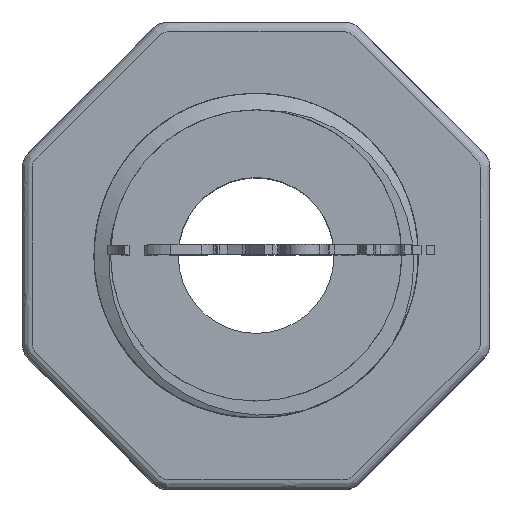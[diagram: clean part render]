
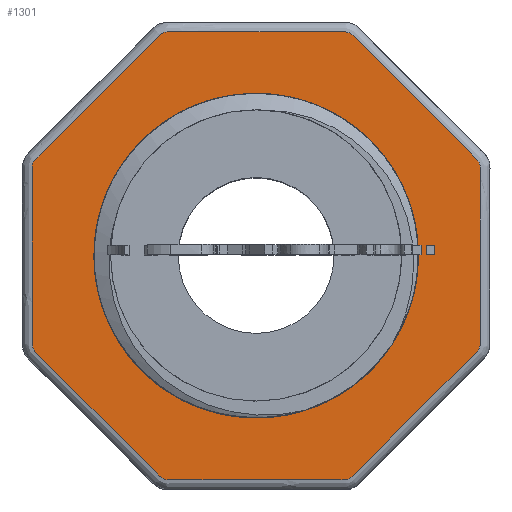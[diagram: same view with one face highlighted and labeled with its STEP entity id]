
A CAD part, top view. The second image highlights one B-rep face of the part: STEP entity #1301.
In plain terms, the highlighted planar face has unit normal (0, 0, 1).
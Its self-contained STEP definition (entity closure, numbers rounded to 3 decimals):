
#1301=ADVANCED_FACE('',(#1820,#1821),#1613,.F.);
#1613=PLANE('',#5565);
#1794=CIRCLE('',#5563,8.331);
#1795=CIRCLE('',#5564,7.475);
#1820=FACE_BOUND('',#1870,.T.);
#1821=FACE_BOUND('',#1871,.T.);
#1870=EDGE_LOOP('',(#2208));
#1871=EDGE_LOOP('',(#2209,#2210,#2211,#2212));
#2208=ORIENTED_EDGE('',*,*,#4218,.T.);
#2209=ORIENTED_EDGE('',*,*,#4219,.F.);
#2210=ORIENTED_EDGE('',*,*,#4220,.F.);
#2211=ORIENTED_EDGE('',*,*,#4221,.F.);
#2212=ORIENTED_EDGE('',*,*,#4222,.T.);
#3712=VERTEX_POINT('',#6645);
#3713=VERTEX_POINT('',#6652);
#3714=VERTEX_POINT('',#6653);
#3715=VERTEX_POINT('',#6655);
#3716=VERTEX_POINT('',#6664);
#4218=EDGE_CURVE('',#3712,#3712,#4970,.T.);
#4219=EDGE_CURVE('',#3713,#3714,#4971,.T.);
#4220=EDGE_CURVE('',#3715,#3713,#1794,.T.);
#4221=EDGE_CURVE('',#3716,#3715,#4972,.T.);
#4222=EDGE_CURVE('',#3716,#3714,#1795,.T.);
#4970=B_SPLINE_CURVE_WITH_KNOTS('',3,(#6582,#6583,#6584,#6585,#6586,#6587,
#6588,#6589,#6590,#6591,#6592,#6593,#6594,#6595,#6596,#6597,#6598,#6599,
#6600,#6601,#6602,#6603,#6604,#6605,#6606,#6607,#6608,#6609,#6610,#6611,
#6612,#6613,#6614,#6615,#6616,#6617,#6618,#6619,#6620,#6621,#6622,#6623,
#6624,#6625,#6626,#6627,#6628,#6629,#6630,#6631,#6632,#6633,#6634,#6635,
#6636,#6637,#6638,#6639,#6640,#6641,#6642,#6643,#6644),.UNSPECIFIED.,.T.,
 .F.,(2,2,1,1,2,2,2,1,1,2,2,1,1,1,2,2,2,1,1,1,2,2,1,1,1,2,2,1,1,1,2,2,2,
1,1,2,2,2,1,1,1,2,2,1,1),(-0.008,0.,0.062,0.094,
0.109,0.117,0.125,0.187,
0.219,0.234,0.242,0.25,
0.312,0.344,0.352,0.359,
0.367,0.375,0.437,0.469,
0.484,0.492,0.5,0.562,
0.594,0.609,0.617,0.625,0.687,
0.719,0.734,0.742,0.75,
0.812,0.844,0.859,0.867,
0.875,0.937,0.969,0.984,
0.992,1.,1.062,1.094),.UNSPECIFIED.);
#4971=B_SPLINE_CURVE_WITH_KNOTS('',3,(#6646,#6647,#6648,#6649,#6650,#6651),
 .UNSPECIFIED.,.F.,.F.,(4,2,4),(0.,0.5,1.),.UNSPECIFIED.);
#4972=B_SPLINE_CURVE_WITH_KNOTS('',3,(#6656,#6657,#6658,#6659,#6660,#6661,
#6662,#6663),.UNSPECIFIED.,.F.,.F.,(4,2,2,4),(0.,0.25,0.5,
1.),.UNSPECIFIED.);
#5563=AXIS2_PLACEMENT_3D('',#6654,#5784,#5785);
#5564=AXIS2_PLACEMENT_3D('',#6665,#5786,#5787);
#5565=AXIS2_PLACEMENT_3D('',#6666,#5788,#5789);
#5784=DIRECTION('',(0.,0.,1.));
#5785=DIRECTION('',(1.,0.,0.));
#5786=DIRECTION('',(0.,0.,-1.));
#5787=DIRECTION('',(1.,0.,0.));
#5788=DIRECTION('',(0.,0.,-1.));
#5789=DIRECTION('',(-1.,0.,0.));
#6582=CARTESIAN_POINT('',(225.796,1172.357,-4.));
#6583=CARTESIAN_POINT('',(224.494,1171.055,-4.));
#6584=CARTESIAN_POINT('',(222.758,1169.319,-4.));
#6585=CARTESIAN_POINT('',(220.732,1167.293,-4.));
#6586=CARTESIAN_POINT('',(219.864,1166.425,-4.));
#6587=CARTESIAN_POINT('',(219.43,1165.991,-4.));
#6588=CARTESIAN_POINT('',(219.261,1165.863,-4.));
#6589=CARTESIAN_POINT('',(219.034,1165.529,-4.));
#6590=CARTESIAN_POINT('',(219.061,1165.307,-4.));
#6591=CARTESIAN_POINT('',(219.061,1163.467,-4.));
#6592=CARTESIAN_POINT('',(219.061,1161.013,-4.));
#6593=CARTESIAN_POINT('',(219.061,1158.15,-4.));
#6594=CARTESIAN_POINT('',(219.061,1156.923,-4.));
#6595=CARTESIAN_POINT('',(219.061,1156.31,-4.));
#6596=CARTESIAN_POINT('',(219.069,1156.088,-4.));
#6597=CARTESIAN_POINT('',(219.36,1155.797,-4.));
#6598=CARTESIAN_POINT('',(220.669,1154.487,-4.));
#6599=CARTESIAN_POINT('',(222.561,1152.596,-4.));
#6600=CARTESIAN_POINT('',(224.452,1150.704,-4.));
#6601=CARTESIAN_POINT('',(225.18,1149.976,-4.));
#6602=CARTESIAN_POINT('',(225.471,1149.685,-4.));
#6603=CARTESIAN_POINT('',(225.595,1149.507,-4.));
#6604=CARTESIAN_POINT('',(225.956,1149.321,-4.));
#6605=CARTESIAN_POINT('',(226.158,1149.359,-4.));
#6606=CARTESIAN_POINT('',(226.543,1149.359,-4.));
#6607=CARTESIAN_POINT('',(228.276,1149.359,-4.));
#6608=CARTESIAN_POINT('',(230.779,1149.359,-4.));
#6609=CARTESIAN_POINT('',(233.474,1149.359,-4.));
#6610=CARTESIAN_POINT('',(234.629,1149.359,-4.));
#6611=CARTESIAN_POINT('',(235.207,1149.359,-4.));
#6612=CARTESIAN_POINT('',(235.394,1149.428,-4.));
#6613=CARTESIAN_POINT('',(235.672,1149.706,-4.));
#6614=CARTESIAN_POINT('',(236.922,1150.956,-4.));
#6615=CARTESIAN_POINT('',(238.728,1152.762,-4.));
#6616=CARTESIAN_POINT('',(240.672,1154.706,-4.));
#6617=CARTESIAN_POINT('',(241.506,1155.54,-4.));
#6618=CARTESIAN_POINT('',(241.922,1155.957,-4.));
#6619=CARTESIAN_POINT('',(242.061,1156.123,-4.));
#6620=CARTESIAN_POINT('',(242.061,1156.512,-4.));
#6621=CARTESIAN_POINT('',(242.061,1158.262,-4.));
#6622=CARTESIAN_POINT('',(242.061,1160.789,-4.));
#6623=CARTESIAN_POINT('',(242.061,1163.511,-4.));
#6624=CARTESIAN_POINT('',(242.061,1164.677,-4.));
#6625=CARTESIAN_POINT('',(242.061,1165.26,-4.));
#6626=CARTESIAN_POINT('',(242.095,1165.468,-4.));
#6627=CARTESIAN_POINT('',(241.919,1165.814,-4.));
#6628=CARTESIAN_POINT('',(241.751,1165.932,-4.));
#6629=CARTESIAN_POINT('',(240.518,1167.166,-4.));
#6630=CARTESIAN_POINT('',(238.873,1168.811,-4.));
#6631=CARTESIAN_POINT('',(236.953,1170.73,-4.));
#6632=CARTESIAN_POINT('',(236.131,1171.553,-4.));
#6633=CARTESIAN_POINT('',(235.719,1171.964,-4.));
#6634=CARTESIAN_POINT('',(235.591,1172.11,-4.));
#6635=CARTESIAN_POINT('',(235.297,1172.364,-4.));
#6636=CARTESIAN_POINT('',(235.084,1172.359,-4.));
#6637=CARTESIAN_POINT('',(233.344,1172.359,-4.));
#6638=CARTESIAN_POINT('',(231.023,1172.359,-4.));
#6639=CARTESIAN_POINT('',(228.316,1172.359,-4.));
#6640=CARTESIAN_POINT('',(226.962,1172.359,-4.));
#6641=CARTESIAN_POINT('',(226.382,1172.359,-4.));
#6642=CARTESIAN_POINT('',(225.995,1172.359,-4.));
#6643=CARTESIAN_POINT('',(225.796,1172.357,-4.));
#6644=CARTESIAN_POINT('',(224.494,1171.055,-4.));
#6645=CARTESIAN_POINT('',(225.651,1172.212,-4.));
#6646=CARTESIAN_POINT('',(238.406,1163.662,-4.));
#6647=CARTESIAN_POINT('',(237.346,1166.227,-4.));
#6648=CARTESIAN_POINT('',(234.918,1168.171,-4.));
#6649=CARTESIAN_POINT('',(229.484,1169.032,-4.));
#6650=CARTESIAN_POINT('',(226.55,1167.916,-4.));
#6651=CARTESIAN_POINT('',(224.865,1165.699,-4.));
#6652=CARTESIAN_POINT('',(238.406,1163.662,-4.));
#6653=CARTESIAN_POINT('',(224.865,1165.699,-4.));
#6654=CARTESIAN_POINT('',(230.561,1160.859,-4.));
#6655=CARTESIAN_POINT('',(238.406,1158.056,-4.));
#6656=CARTESIAN_POINT('',(224.865,1156.018,-4.));
#6657=CARTESIAN_POINT('',(225.706,1154.911,-4.));
#6658=CARTESIAN_POINT('',(226.846,1154.059,-4.));
#6659=CARTESIAN_POINT('',(229.414,1153.05,-4.));
#6660=CARTESIAN_POINT('',(230.844,1152.901,-4.));
#6661=CARTESIAN_POINT('',(234.92,1153.547,-4.));
#6662=CARTESIAN_POINT('',(237.344,1155.487,-4.));
#6663=CARTESIAN_POINT('',(238.406,1158.056,-4.));
#6664=CARTESIAN_POINT('',(224.865,1156.018,-4.));
#6665=CARTESIAN_POINT('',(230.561,1160.859,-4.));
#6666=CARTESIAN_POINT('',(231.859,1148.859,-4.));
